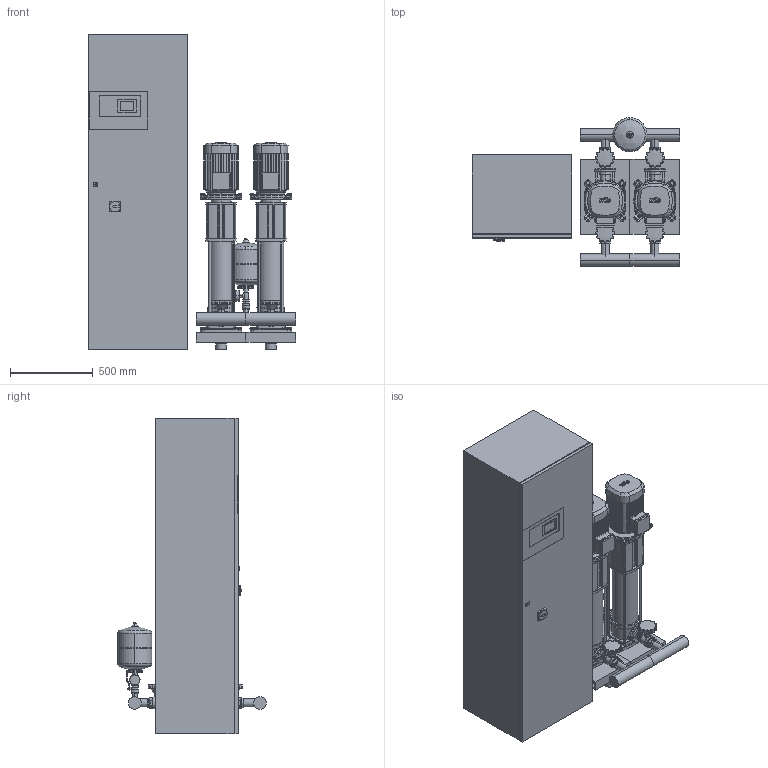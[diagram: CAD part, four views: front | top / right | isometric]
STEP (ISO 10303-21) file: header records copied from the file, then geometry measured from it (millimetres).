
FILE_DESCRIPTION((''),'2;1');
FILE_NAME('3d_COR-2HELIXV1012_K_CC-2534170.stp','2016-01-25T07:19:19',(''),(''),'Mechanical Desktop 2009','Mechanical Desktop 2009',', , ');
FILE_SCHEMA(('CONFIG_CONTROL_DESIGN'));
Length unit declared in the file: millimetre
Products named in the file (1): Product
Bounding box: 1250 x 895.05 x 1900 mm (x, y, z)
Volume: 646812192.5 mm3; surface area: 10603509.1 mm2
Topology: 108 solids, 108 shells, 3503 faces, 9099 edges, 5958 vertices
Faces by surface type: plane 1503, bspline 884, cylinder 882, cone 160, torus 60, sphere 14
Entity records: 114419 total; most frequent: CARTESIAN_POINT 28663, ORIENTED_EDGE 18182, DIRECTION 16745, EDGE_CURVE 9091, VERTEX_POINT 5952, VECTOR 5813, LINE 5813, AXIS2_PLACEMENT_3D 5466
